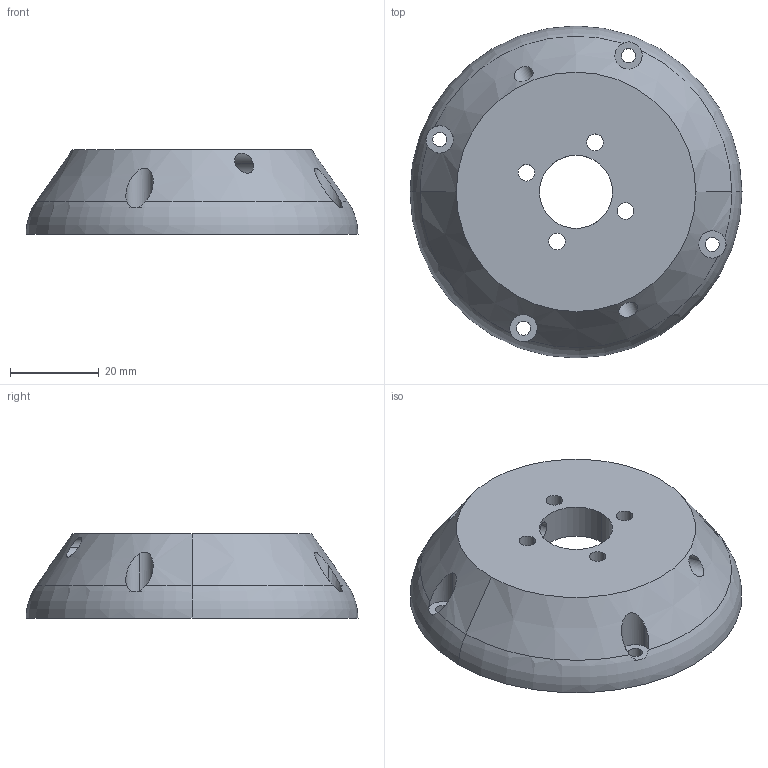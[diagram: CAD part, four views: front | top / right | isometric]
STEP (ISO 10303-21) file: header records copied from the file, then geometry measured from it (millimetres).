
FILE_DESCRIPTION (( 'STEP AP214' ), '1' );
FILE_NAME ('coupler_connector_generic_STEP.STEP', '2024-02-22T09:17:15', ( '' ), ( '' ), 'SwSTEP 2.0', 'SolidWorks 2020', '' );
FILE_SCHEMA (( 'AUTOMOTIVE_DESIGN' ));
Length unit declared in the file: millimetre
Products named in the file (1): coupler_connector_generic_STEP
Bounding box: 75 x 75 x 19 mm (x, y, z)
Volume: 34287.5 mm3; surface area: 14523.4 mm2
Topology: 1 solids, 1 shells, 47 faces, 130 edges, 86 vertices
Faces by surface type: cylinder 36, plane 7, torus 2, cone 2
Entity records: 2026 total; most frequent: CARTESIAN_POINT 732, DIRECTION 266, ORIENTED_EDGE 260, EDGE_CURVE 130, AXIS2_PLACEMENT_3D 116, VERTEX_POINT 86, EDGE_LOOP 70, CIRCLE 68
